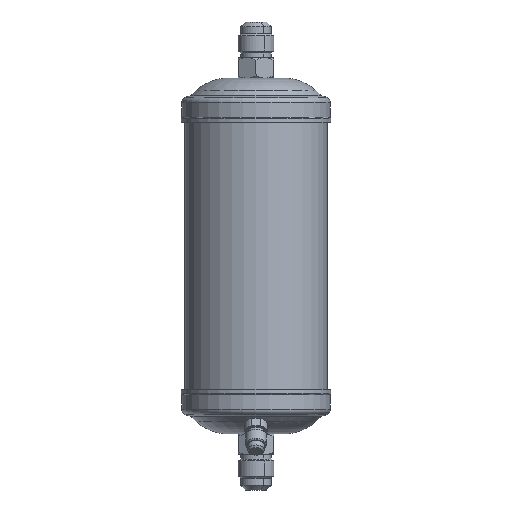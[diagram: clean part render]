
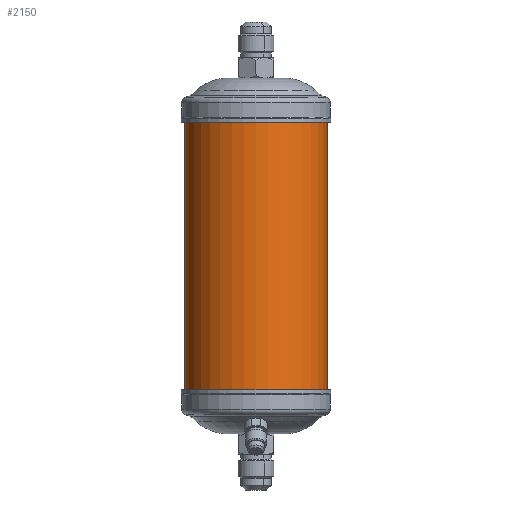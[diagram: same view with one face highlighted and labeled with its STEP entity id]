
A CAD part, front view. The second image highlights one B-rep face of the part: STEP entity #2150.
In plain terms, the highlighted cylindrical face has radius 38.1 mm (diameter 76.2 mm), a partial arc.
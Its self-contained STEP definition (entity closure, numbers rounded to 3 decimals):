
#57 = CARTESIAN_POINT ( 'NONE',  ( 0., 0., 71.4 ) ) ;
#62 = CARTESIAN_POINT ( 'NONE',  ( 0., 0., -71.4 ) ) ;
#221 = DIRECTION ( 'NONE',  ( -1., 0., 0. ) ) ;
#466 = CARTESIAN_POINT ( 'NONE',  ( 38.1, 0., 71.4 ) ) ;
#904 = ORIENTED_EDGE ( 'NONE', *, *, #4193, .F. ) ;
#1216 = VERTEX_POINT ( 'NONE', #466 ) ;
#1217 = LINE ( 'NONE', #4303, #1538 ) ;
#1257 = VERTEX_POINT ( 'NONE', #4458 ) ;
#1447 = DIRECTION ( 'NONE',  ( 0., 0., 1. ) ) ;
#1538 = VECTOR ( 'NONE', #4006, 1000. ) ;
#1637 = CYLINDRICAL_SURFACE ( 'NONE', #1923, 38.1 ) ;
#1670 = CIRCLE ( 'NONE', #4527, 38.1 ) ;
#1688 = DIRECTION ( 'NONE',  ( 0., 0., -1. ) ) ;
#1753 = CIRCLE ( 'NONE', #4324, 38.1 ) ;
#1923 = AXIS2_PLACEMENT_3D ( 'NONE', #3724, #3424, #221 ) ;
#1956 = EDGE_LOOP ( 'NONE', ( #3113, #2240, #3538, #904 ) ) ;
#2150 = ADVANCED_FACE ( 'NONE', ( #2680 ), #1637, .T. ) ;
#2240 = ORIENTED_EDGE ( 'NONE', *, *, #3158, .F. ) ;
#2370 = EDGE_CURVE ( 'NONE', #4344, #3183, #2507, .T. ) ;
#2507 = LINE ( 'NONE', #2871, #4394 ) ;
#2548 = DIRECTION ( 'NONE',  ( 0., 0., -1. ) ) ;
#2680 = FACE_OUTER_BOUND ( 'NONE', #1956, .T. ) ;
#2871 = CARTESIAN_POINT ( 'NONE',  ( -38.1, 0., 82. ) ) ;
#3076 = DIRECTION ( 'NONE',  ( -1., 0., 0. ) ) ;
#3113 = ORIENTED_EDGE ( 'NONE', *, *, #4264, .F. ) ;
#3158 = EDGE_CURVE ( 'NONE', #4344, #1216, #1670, .T. ) ;
#3183 = VERTEX_POINT ( 'NONE', #3888 ) ;
#3189 = DIRECTION ( 'NONE',  ( 1., 0., 0. ) ) ;
#3424 = DIRECTION ( 'NONE',  ( 0., 0., -1. ) ) ;
#3538 = ORIENTED_EDGE ( 'NONE', *, *, #2370, .T. ) ;
#3724 = CARTESIAN_POINT ( 'NONE',  ( 0., 0., 82. ) ) ;
#3888 = CARTESIAN_POINT ( 'NONE',  ( -38.1, 0., -71.4 ) ) ;
#3936 = CARTESIAN_POINT ( 'NONE',  ( -38.1, 0., 71.4 ) ) ;
#4006 = DIRECTION ( 'NONE',  ( 0., 0., -1. ) ) ;
#4193 = EDGE_CURVE ( 'NONE', #1257, #3183, #1753, .T. ) ;
#4264 = EDGE_CURVE ( 'NONE', #1216, #1257, #1217, .T. ) ;
#4303 = CARTESIAN_POINT ( 'NONE',  ( 38.1, 0., 82. ) ) ;
#4324 = AXIS2_PLACEMENT_3D ( 'NONE', #62, #1688, #3076 ) ;
#4344 = VERTEX_POINT ( 'NONE', #3936 ) ;
#4394 = VECTOR ( 'NONE', #2548, 1000. ) ;
#4458 = CARTESIAN_POINT ( 'NONE',  ( 38.1, 0., -71.4 ) ) ;
#4527 = AXIS2_PLACEMENT_3D ( 'NONE', #57, #1447, #3189 ) ;
